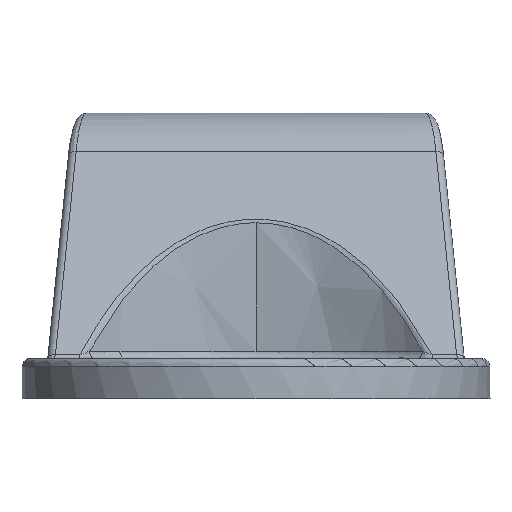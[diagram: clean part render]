
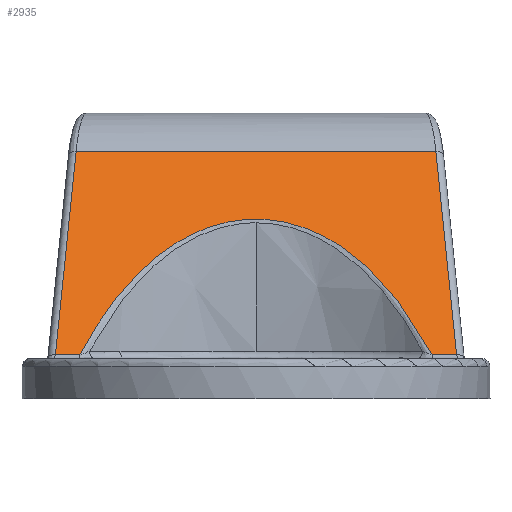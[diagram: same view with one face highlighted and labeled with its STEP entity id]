
A CAD part, left-side view. The second image highlights one B-rep face of the part: STEP entity #2935.
In plain terms, the highlighted planar face has unit normal (-0.866, 0, 0.5).
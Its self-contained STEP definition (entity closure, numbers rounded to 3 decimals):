
#26 = CARTESIAN_POINT ( 'NONE',  ( 10.919, -14.799, 7.087 ) ) ;
#40 = VERTEX_POINT ( 'NONE', #3604 ) ;
#116 = VERTEX_POINT ( 'NONE', #2697 ) ;
#286 = B_SPLINE_CURVE_WITH_KNOTS ( 'NONE', 3,
 ( #3719, #682, #3758, #2238 ),
 .UNSPECIFIED., .F., .F.,
 ( 4, 4 ),
 ( 0., 1. ),
 .UNSPECIFIED. ) ;
#317 = AXIS2_PLACEMENT_3D ( 'NONE', #1097, #2991, #3563 ) ;
#379 = CARTESIAN_POINT ( 'NONE',  ( 3.327, 8.242, -6.063 ) ) ;
#417 = CARTESIAN_POINT ( 'NONE',  ( 8.308, -1.088, 2.565 ) ) ;
#426 = B_SPLINE_CURVE_WITH_KNOTS ( 'NONE', 3,
 ( #1971, #1380, #2592, #2693 ),
 .UNSPECIFIED., .F., .F.,
 ( 4, 4 ),
 ( 0., 1. ),
 .UNSPECIFIED. ) ;
#445 = CARTESIAN_POINT ( 'NONE',  ( 3.327, -15.078, -6.063 ) ) ;
#457 = CARTESIAN_POINT ( 'NONE',  ( 3.9, 7.726, -5.071 ) ) ;
#618 = B_SPLINE_CURVE_WITH_KNOTS ( 'NONE', 3,
 ( #3743, #445, #1059, #3426 ),
 .UNSPECIFIED., .F., .F.,
 ( 4, 4 ),
 ( 0., 1. ),
 .UNSPECIFIED. ) ;
#657 = CARTESIAN_POINT ( 'NONE',  ( 10.919, 8.492, 7.087 ) ) ;
#682 = CARTESIAN_POINT ( 'NONE',  ( 5.858, 9.385, -1.68 ) ) ;
#753 = CARTESIAN_POINT ( 'NONE',  ( 3.9, -14.033, -5.071 ) ) ;
#864 = EDGE_CURVE ( 'NONE', #2269, #116, #618, .T. ) ;
#888 = ORIENTED_EDGE ( 'NONE', *, *, #1449, .F. ) ;
#994 = CARTESIAN_POINT ( 'NONE',  ( 6.675, -10.456, -0.264 ) ) ;
#996 = CARTESIAN_POINT ( 'NONE',  ( 3.327, 9.831, -6.063 ) ) ;
#1059 = CARTESIAN_POINT ( 'NONE',  ( 3.327, -15.608, -6.063 ) ) ;
#1061 = EDGE_CURVE ( 'NONE', #2197, #1367, #286, .T. ) ;
#1065 = ORIENTED_EDGE ( 'NONE', *, *, #2880, .T. ) ;
#1097 = CARTESIAN_POINT ( 'NONE',  ( 3.183, -16.638, -6.313 ) ) ;
#1143 = FACE_OUTER_BOUND ( 'NONE', #2477, .T. ) ;
#1160 = PLANE ( 'NONE',  #317 ) ;
#1276 = CARTESIAN_POINT ( 'NONE',  ( 3.327, -14.548, -6.063 ) ) ;
#1296 = CARTESIAN_POINT ( 'NONE',  ( 3.327, -14.548, -6.063 ) ) ;
#1318 = CARTESIAN_POINT ( 'NONE',  ( 7.786, -7.775, 1.66 ) ) ;
#1367 = VERTEX_POINT ( 'NONE', #657 ) ;
#1380 = CARTESIAN_POINT ( 'NONE',  ( 10.919, -7.035, 7.087 ) ) ;
#1449 = EDGE_CURVE ( 'NONE', #2269, #40, #2830, .T. ) ;
#1815 = VERTEX_POINT ( 'NONE', #26 ) ;
#1859 = ORIENTED_EDGE ( 'NONE', *, *, #2326, .T. ) ;
#1896 = CARTESIAN_POINT ( 'NONE',  ( 3.327, 8.242, -6.063 ) ) ;
#1966 = CARTESIAN_POINT ( 'NONE',  ( 6.675, 4.15, -0.264 ) ) ;
#1971 = CARTESIAN_POINT ( 'NONE',  ( 10.919, -14.799, 7.087 ) ) ;
#2089 = CARTESIAN_POINT ( 'NONE',  ( 3.327, 9.831, -6.063 ) ) ;
#2197 = VERTEX_POINT ( 'NONE', #2089 ) ;
#2233 = EDGE_CURVE ( 'NONE', #1815, #116, #2524, .T. ) ;
#2238 = CARTESIAN_POINT ( 'NONE',  ( 10.919, 8.492, 7.087 ) ) ;
#2245 = B_SPLINE_CURVE_WITH_KNOTS ( 'NONE', 3,
 ( #996, #2553, #3417, #1896 ),
 .UNSPECIFIED., .F., .F.,
 ( 4, 4 ),
 ( 0., 1. ),
 .UNSPECIFIED. ) ;
#2252 = CARTESIAN_POINT ( 'NONE',  ( 8.308, -5.218, 2.565 ) ) ;
#2269 = VERTEX_POINT ( 'NONE', #1276 ) ;
#2326 = EDGE_CURVE ( 'NONE', #2197, #40, #2245, .T. ) ;
#2451 = ORIENTED_EDGE ( 'NONE', *, *, #1061, .F. ) ;
#2459 = CARTESIAN_POINT ( 'NONE',  ( 10.919, -14.799, 7.087 ) ) ;
#2465 = ORIENTED_EDGE ( 'NONE', *, *, #2233, .F. ) ;
#2477 = EDGE_LOOP ( 'NONE', ( #2465, #1065, #2451, #1859, #888, #3878 ) ) ;
#2524 = B_SPLINE_CURVE_WITH_KNOTS ( 'NONE', 3,
 ( #2459, #3048, #3303, #3011 ),
 .UNSPECIFIED., .F., .F.,
 ( 4, 4 ),
 ( 0., 1. ),
 .UNSPECIFIED. ) ;
#2550 = CARTESIAN_POINT ( 'NONE',  ( 5.064, -12.824, -3.054 ) ) ;
#2553 = CARTESIAN_POINT ( 'NONE',  ( 3.327, 9.301, -6.063 ) ) ;
#2592 = CARTESIAN_POINT ( 'NONE',  ( 10.919, 0.729, 7.087 ) ) ;
#2693 = CARTESIAN_POINT ( 'NONE',  ( 10.919, 8.492, 7.087 ) ) ;
#2697 = CARTESIAN_POINT ( 'NONE',  ( 3.327, -16.138, -6.063 ) ) ;
#2830 = B_SPLINE_CURVE_WITH_KNOTS ( 'NONE', 3,
 ( #1296, #753, #2550, #994, #1318, #2252, #3099, #417, #2836, #1966, #3752, #457, #379 ),
 .UNSPECIFIED., .F., .F.,
 ( 4, 1, 1, 1, 1, 1, 1, 1, 1, 1, 4 ),
 ( 0., 0.118, 0.245, 0.372, 0.436, 0.5, 0.564, 0.628, 0.755, 0.882, 1. ),
 .UNSPECIFIED. ) ;
#2836 = CARTESIAN_POINT ( 'NONE',  ( 7.785, 1.468, 1.659 ) ) ;
#2880 = EDGE_CURVE ( 'NONE', #1815, #1367, #426, .T. ) ;
#2935 = ADVANCED_FACE ( 'NONE', ( #1143 ), #1160, .T. ) ;
#2991 = DIRECTION ( 'NONE',  ( -0.866, 0., 0.5 ) ) ;
#3011 = CARTESIAN_POINT ( 'NONE',  ( 3.327, -16.138, -6.063 ) ) ;
#3048 = CARTESIAN_POINT ( 'NONE',  ( 8.388, -15.245, 2.704 ) ) ;
#3099 = CARTESIAN_POINT ( 'NONE',  ( 8.45, -3.153, 2.811 ) ) ;
#3303 = CARTESIAN_POINT ( 'NONE',  ( 5.858, -15.692, -1.68 ) ) ;
#3417 = CARTESIAN_POINT ( 'NONE',  ( 3.327, 8.772, -6.063 ) ) ;
#3426 = CARTESIAN_POINT ( 'NONE',  ( 3.327, -16.138, -6.063 ) ) ;
#3563 = DIRECTION ( 'NONE',  ( 0.5, 0., 0.866 ) ) ;
#3604 = CARTESIAN_POINT ( 'NONE',  ( 3.327, 8.242, -6.063 ) ) ;
#3719 = CARTESIAN_POINT ( 'NONE',  ( 3.327, 9.831, -6.063 ) ) ;
#3743 = CARTESIAN_POINT ( 'NONE',  ( 3.327, -14.548, -6.063 ) ) ;
#3752 = CARTESIAN_POINT ( 'NONE',  ( 5.064, 6.517, -3.055 ) ) ;
#3758 = CARTESIAN_POINT ( 'NONE',  ( 8.388, 8.939, 2.704 ) ) ;
#3878 = ORIENTED_EDGE ( 'NONE', *, *, #864, .T. ) ;
